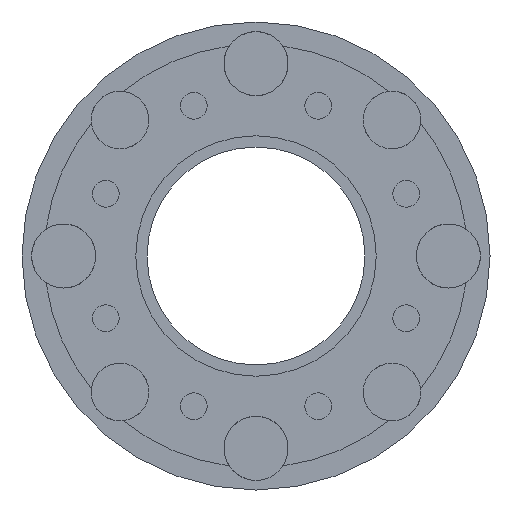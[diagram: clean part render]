
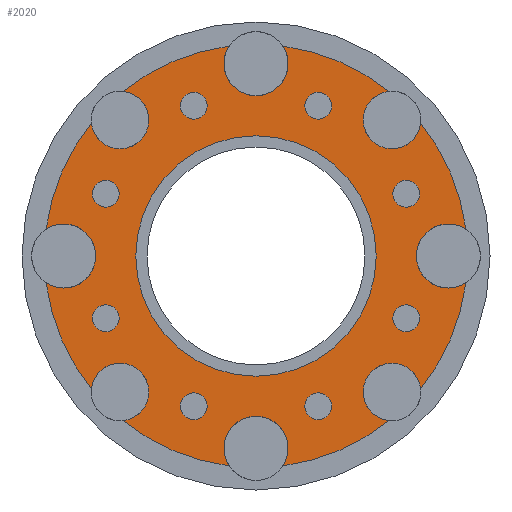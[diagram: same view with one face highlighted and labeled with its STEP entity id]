
A CAD part, front view. The second image highlights one B-rep face of the part: STEP entity #2020.
In plain terms, the highlighted planar face has unit normal (0, -1, 0).
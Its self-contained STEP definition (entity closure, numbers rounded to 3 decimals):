
#329=ORIENTED_EDGE('',*,*,#510,.T.);
#330=ORIENTED_EDGE('',*,*,#509,.T.);
#331=ORIENTED_EDGE('',*,*,#508,.T.);
#332=ORIENTED_EDGE('',*,*,#507,.T.);
#333=ORIENTED_EDGE('',*,*,#506,.T.);
#334=ORIENTED_EDGE('',*,*,#505,.T.);
#335=ORIENTED_EDGE('',*,*,#504,.T.);
#336=ORIENTED_EDGE('',*,*,#503,.T.);
#337=ORIENTED_EDGE('',*,*,#502,.T.);
#338=ORIENTED_EDGE('',*,*,#439,.T.);
#339=ORIENTED_EDGE('',*,*,#472,.T.);
#340=ORIENTED_EDGE('',*,*,#476,.T.);
#341=ORIENTED_EDGE('',*,*,#478,.T.);
#342=ORIENTED_EDGE('',*,*,#434,.T.);
#343=ORIENTED_EDGE('',*,*,#481,.T.);
#344=ORIENTED_EDGE('',*,*,#484,.T.);
#345=ORIENTED_EDGE('',*,*,#486,.T.);
#346=ORIENTED_EDGE('',*,*,#449,.T.);
#347=ORIENTED_EDGE('',*,*,#489,.T.);
#348=ORIENTED_EDGE('',*,*,#492,.T.);
#349=ORIENTED_EDGE('',*,*,#494,.F.);
#350=ORIENTED_EDGE('',*,*,#444,.T.);
#351=ORIENTED_EDGE('',*,*,#497,.T.);
#352=ORIENTED_EDGE('',*,*,#511,.T.);
#353=ORIENTED_EDGE('',*,*,#498,.T.);
#434=EDGE_CURVE('',#568,#570,#688,.T.);
#439=EDGE_CURVE('',#573,#575,#691,.T.);
#444=EDGE_CURVE('',#578,#580,#694,.T.);
#449=EDGE_CURVE('',#583,#585,#697,.T.);
#472=EDGE_CURVE('',#575,#608,#719,.F.);
#476=EDGE_CURVE('',#608,#610,#722,.T.);
#478=EDGE_CURVE('',#610,#568,#724,.F.);
#481=EDGE_CURVE('',#570,#612,#726,.F.);
#484=EDGE_CURVE('',#612,#614,#728,.T.);
#486=EDGE_CURVE('',#614,#583,#730,.F.);
#489=EDGE_CURVE('',#585,#616,#732,.F.);
#492=EDGE_CURVE('',#616,#618,#734,.T.);
#494=EDGE_CURVE('',#578,#618,#736,.T.);
#497=EDGE_CURVE('',#580,#620,#738,.F.);
#498=EDGE_CURVE('',#621,#573,#739,.F.);
#502=EDGE_CURVE('',#623,#623,#742,.T.);
#503=EDGE_CURVE('',#624,#624,#743,.T.);
#504=EDGE_CURVE('',#625,#625,#744,.T.);
#505=EDGE_CURVE('',#626,#626,#745,.T.);
#506=EDGE_CURVE('',#627,#627,#746,.T.);
#507=EDGE_CURVE('',#628,#628,#747,.T.);
#508=EDGE_CURVE('',#629,#629,#748,.T.);
#509=EDGE_CURVE('',#630,#630,#749,.T.);
#510=EDGE_CURVE('',#631,#631,#750,.T.);
#511=EDGE_CURVE('',#620,#621,#751,.T.);
#568=VERTEX_POINT('',#2887);
#570=VERTEX_POINT('',#2891);
#573=VERTEX_POINT('',#2898);
#575=VERTEX_POINT('',#2902);
#578=VERTEX_POINT('',#2909);
#580=VERTEX_POINT('',#2913);
#583=VERTEX_POINT('',#2920);
#585=VERTEX_POINT('',#2924);
#608=VERTEX_POINT('',#2988);
#610=VERTEX_POINT('',#2995);
#612=VERTEX_POINT('',#3004);
#614=VERTEX_POINT('',#3010);
#616=VERTEX_POINT('',#3019);
#618=VERTEX_POINT('',#3025);
#620=VERTEX_POINT('',#3034);
#621=VERTEX_POINT('',#3038);
#623=VERTEX_POINT('',#3046);
#624=VERTEX_POINT('',#3049);
#625=VERTEX_POINT('',#3052);
#626=VERTEX_POINT('',#3055);
#627=VERTEX_POINT('',#3058);
#628=VERTEX_POINT('',#3061);
#629=VERTEX_POINT('',#3064);
#630=VERTEX_POINT('',#3067);
#631=VERTEX_POINT('',#3070);
#688=CIRCLE('',#2141,10.);
#691=CIRCLE('',#2145,10.);
#694=CIRCLE('',#2149,10.);
#697=CIRCLE('',#2153,10.);
#719=CIRCLE('',#2193,66.);
#722=CIRCLE('',#2197,9.);
#724=CIRCLE('',#2200,66.);
#726=CIRCLE('',#2203,66.);
#728=CIRCLE('',#2206,9.);
#730=CIRCLE('',#2209,66.);
#732=CIRCLE('',#2212,66.);
#734=CIRCLE('',#2215,9.);
#736=CIRCLE('',#2218,66.);
#738=CIRCLE('',#2221,66.);
#739=CIRCLE('',#2223,66.);
#742=CIRCLE('',#2228,37.5);
#743=CIRCLE('',#2230,4.188);
#744=CIRCLE('',#2232,4.188);
#745=CIRCLE('',#2234,4.188);
#746=CIRCLE('',#2236,4.188);
#747=CIRCLE('',#2238,4.188);
#748=CIRCLE('',#2240,4.188);
#749=CIRCLE('',#2242,4.188);
#750=CIRCLE('',#2244,4.188);
#751=CIRCLE('',#2246,9.);
#917=EDGE_LOOP('',(#329));
#918=EDGE_LOOP('',(#330));
#919=EDGE_LOOP('',(#331));
#920=EDGE_LOOP('',(#332));
#921=EDGE_LOOP('',(#333));
#922=EDGE_LOOP('',(#334));
#923=EDGE_LOOP('',(#335));
#924=EDGE_LOOP('',(#336));
#925=EDGE_LOOP('',(#337));
#926=EDGE_LOOP('',(#338,#339,#340,#341,#342,#343,#344,#345,#346,#347,#348,
#349,#350,#351,#352,#353));
#1111=FACE_BOUND('',#917,.T.);
#1112=FACE_BOUND('',#918,.T.);
#1113=FACE_BOUND('',#919,.T.);
#1114=FACE_BOUND('',#920,.T.);
#1115=FACE_BOUND('',#921,.T.);
#1116=FACE_BOUND('',#922,.T.);
#1117=FACE_BOUND('',#923,.T.);
#1118=FACE_BOUND('',#924,.T.);
#1119=FACE_BOUND('',#925,.T.);
#1120=FACE_BOUND('',#926,.T.);
#1184=PLANE('',#2245);
#2020=ADVANCED_FACE('',(#1111,#1112,#1113,#1114,#1115,#1116,#1117,#1118,
#1119,#1120),#1184,.F.);
#2141=AXIS2_PLACEMENT_3D('',#2892,#2471,#2472);
#2145=AXIS2_PLACEMENT_3D('',#2903,#2481,#2482);
#2149=AXIS2_PLACEMENT_3D('',#2914,#2491,#2492);
#2153=AXIS2_PLACEMENT_3D('',#2925,#2501,#2502);
#2193=AXIS2_PLACEMENT_3D('',#2989,#2582,#2583);
#2197=AXIS2_PLACEMENT_3D('',#2996,#2591,#2592);
#2200=AXIS2_PLACEMENT_3D('',#2999,#2597,#2598);
#2203=AXIS2_PLACEMENT_3D('',#3005,#2604,#2605);
#2206=AXIS2_PLACEMENT_3D('',#3011,#2611,#2612);
#2209=AXIS2_PLACEMENT_3D('',#3014,#2617,#2618);
#2212=AXIS2_PLACEMENT_3D('',#3020,#2624,#2625);
#2215=AXIS2_PLACEMENT_3D('',#3026,#2631,#2632);
#2218=AXIS2_PLACEMENT_3D('',#3029,#2637,#2638);
#2221=AXIS2_PLACEMENT_3D('',#3035,#2644,#2645);
#2223=AXIS2_PLACEMENT_3D('',#3037,#2648,#2649);
#2228=AXIS2_PLACEMENT_3D('',#3045,#2659,#2660);
#2230=AXIS2_PLACEMENT_3D('',#3048,#2663,#2664);
#2232=AXIS2_PLACEMENT_3D('',#3051,#2667,#2668);
#2234=AXIS2_PLACEMENT_3D('',#3054,#2671,#2672);
#2236=AXIS2_PLACEMENT_3D('',#3057,#2675,#2676);
#2238=AXIS2_PLACEMENT_3D('',#3060,#2679,#2680);
#2240=AXIS2_PLACEMENT_3D('',#3063,#2683,#2684);
#2242=AXIS2_PLACEMENT_3D('',#3066,#2687,#2688);
#2244=AXIS2_PLACEMENT_3D('',#3069,#2691,#2692);
#2245=AXIS2_PLACEMENT_3D('',#3071,#2693,#2694);
#2246=AXIS2_PLACEMENT_3D('',#3072,#2695,#2696);
#2471=DIRECTION('',(0.,1.,0.));
#2472=DIRECTION('',(0.,0.,1.));
#2481=DIRECTION('',(0.,1.,0.));
#2482=DIRECTION('',(0.,0.,1.));
#2491=DIRECTION('',(0.,1.,0.));
#2492=DIRECTION('',(0.,0.,1.));
#2501=DIRECTION('',(0.,1.,0.));
#2502=DIRECTION('',(0.,0.,1.));
#2582=DIRECTION('',(0.,1.,0.));
#2583=DIRECTION('',(0.,0.,1.));
#2591=DIRECTION('',(0.,1.,0.));
#2592=DIRECTION('',(0.,0.,1.));
#2597=DIRECTION('',(0.,1.,0.));
#2598=DIRECTION('',(0.,0.,1.));
#2604=DIRECTION('',(0.,1.,0.));
#2605=DIRECTION('',(0.,0.,1.));
#2611=DIRECTION('',(0.,1.,0.));
#2612=DIRECTION('',(0.,0.,1.));
#2617=DIRECTION('',(0.,1.,0.));
#2618=DIRECTION('',(0.,0.,1.));
#2624=DIRECTION('',(0.,1.,0.));
#2625=DIRECTION('',(0.,0.,1.));
#2631=DIRECTION('',(0.,1.,0.));
#2632=DIRECTION('',(0.,0.,1.));
#2637=DIRECTION('',(0.,1.,0.));
#2638=DIRECTION('',(1.,0.,0.));
#2644=DIRECTION('',(0.,1.,0.));
#2645=DIRECTION('',(0.,0.,1.));
#2648=DIRECTION('',(0.,1.,0.));
#2649=DIRECTION('',(0.,0.,1.));
#2659=DIRECTION('',(0.,1.,0.));
#2660=DIRECTION('',(1.,0.,0.));
#2663=DIRECTION('',(0.,1.,0.));
#2664=DIRECTION('',(0.,0.,-1.));
#2667=DIRECTION('',(0.,1.,0.));
#2668=DIRECTION('',(0.707,0.,-0.707));
#2671=DIRECTION('',(0.,1.,0.));
#2672=DIRECTION('',(1.,0.,0.));
#2675=DIRECTION('',(0.,1.,0.));
#2676=DIRECTION('',(0.707,0.,0.707));
#2679=DIRECTION('',(0.,1.,0.));
#2680=DIRECTION('',(0.,0.,1.));
#2683=DIRECTION('',(0.,1.,0.));
#2684=DIRECTION('',(-0.707,0.,0.707));
#2687=DIRECTION('',(0.,1.,0.));
#2688=DIRECTION('',(-1.,0.,0.));
#2691=DIRECTION('',(0.,1.,0.));
#2692=DIRECTION('',(-0.707,0.,-0.707));
#2693=DIRECTION('',(0.,1.,0.));
#2694=DIRECTION('',(0.,0.,1.));
#2695=DIRECTION('',(0.,1.,0.));
#2696=DIRECTION('',(0.,0.,1.));
#2887=CARTESIAN_POINT('',(-65.467,2.,8.374));
#2891=CARTESIAN_POINT('',(-65.467,2.,-8.374));
#2892=CARTESIAN_POINT('',(-60.,2.,0.));
#2898=CARTESIAN_POINT('',(8.374,2.,65.467));
#2902=CARTESIAN_POINT('',(-8.374,2.,65.467));
#2903=CARTESIAN_POINT('',(0.,2.,60.));
#2909=CARTESIAN_POINT('',(65.467,2.,-8.374));
#2913=CARTESIAN_POINT('',(65.467,2.,8.374));
#2914=CARTESIAN_POINT('',(60.,2.,0.));
#2920=CARTESIAN_POINT('',(-8.374,2.,-65.467));
#2924=CARTESIAN_POINT('',(8.374,2.,-65.467));
#2925=CARTESIAN_POINT('',(0.,2.,-60.));
#2988=CARTESIAN_POINT('',(-41.436,2.,51.372));
#2989=CARTESIAN_POINT('',(0.,2.,0.));
#2995=CARTESIAN_POINT('',(-51.372,2.,41.436));
#2996=CARTESIAN_POINT('',(-42.426,2.,42.426));
#2999=CARTESIAN_POINT('',(0.,2.,0.));
#3004=CARTESIAN_POINT('',(-51.372,2.,-41.436));
#3005=CARTESIAN_POINT('',(0.,2.,0.));
#3010=CARTESIAN_POINT('',(-41.436,2.,-51.372));
#3011=CARTESIAN_POINT('',(-42.426,2.,-42.426));
#3014=CARTESIAN_POINT('',(0.,2.,0.));
#3019=CARTESIAN_POINT('',(41.436,2.,-51.372));
#3020=CARTESIAN_POINT('',(0.,2.,0.));
#3025=CARTESIAN_POINT('',(51.372,2.,-41.436));
#3026=CARTESIAN_POINT('',(42.426,2.,-42.426));
#3029=CARTESIAN_POINT('',(0.,2.,0.));
#3034=CARTESIAN_POINT('',(51.372,2.,41.436));
#3035=CARTESIAN_POINT('',(0.,2.,0.));
#3037=CARTESIAN_POINT('',(0.,2.,0.));
#3038=CARTESIAN_POINT('',(41.436,2.,51.372));
#3045=CARTESIAN_POINT('',(0.,2.,0.));
#3046=CARTESIAN_POINT('',(37.5,2.,0.));
#3048=CARTESIAN_POINT('',(46.887,2.,19.421));
#3049=CARTESIAN_POINT('',(46.887,2.,15.233));
#3051=CARTESIAN_POINT('',(19.421,2.,46.887));
#3052=CARTESIAN_POINT('',(22.383,2.,43.926));
#3054=CARTESIAN_POINT('',(-19.421,2.,46.887));
#3055=CARTESIAN_POINT('',(-15.233,2.,46.887));
#3057=CARTESIAN_POINT('',(-46.887,2.,19.421));
#3058=CARTESIAN_POINT('',(-43.926,2.,22.383));
#3060=CARTESIAN_POINT('',(-46.887,2.,-19.421));
#3061=CARTESIAN_POINT('',(-46.887,2.,-15.233));
#3063=CARTESIAN_POINT('',(-19.421,2.,-46.887));
#3064=CARTESIAN_POINT('',(-22.383,2.,-43.926));
#3066=CARTESIAN_POINT('',(19.421,2.,-46.887));
#3067=CARTESIAN_POINT('',(15.233,2.,-46.887));
#3069=CARTESIAN_POINT('',(46.887,2.,-19.421));
#3070=CARTESIAN_POINT('',(43.926,2.,-22.383));
#3071=CARTESIAN_POINT('',(0.,2.,0.));
#3072=CARTESIAN_POINT('',(42.426,2.,42.426));
